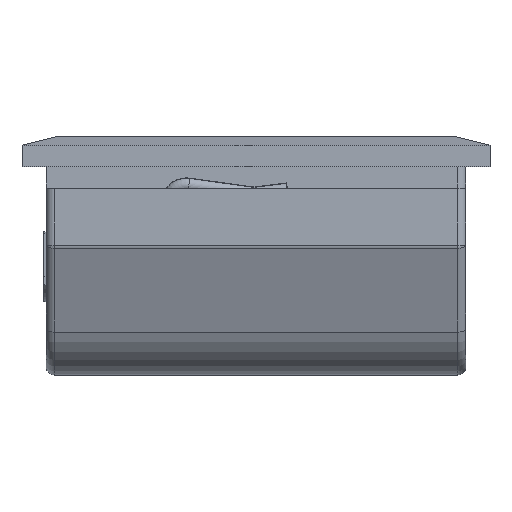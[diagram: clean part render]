
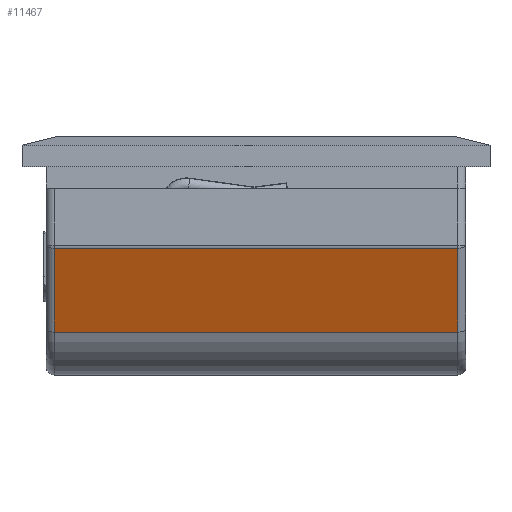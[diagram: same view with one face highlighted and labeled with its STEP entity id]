
A CAD part, left-side view. The second image highlights one B-rep face of the part: STEP entity #11467.
In plain terms, the highlighted planar face has unit normal (-0.935, 0, -0.355).
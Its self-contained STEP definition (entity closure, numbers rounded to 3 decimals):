
#146 = CARTESIAN_POINT ( 'NONE',  ( -22.817, -12.1, -6.686 ) ) ;
#312 = EDGE_CURVE ( 'NONE', #1484, #7566, #10448, .T. ) ;
#493 = ORIENTED_EDGE ( 'NONE', *, *, #3131, .T. ) ;
#518 = ORIENTED_EDGE ( 'NONE', *, *, #9261, .T. ) ;
#592 = ORIENTED_EDGE ( 'NONE', *, *, #312, .T. ) ;
#604 = ORIENTED_EDGE ( 'NONE', *, *, #2888, .T. ) ;
#1484 = VERTEX_POINT ( 'NONE', #146 ) ;
#1866 = AXIS2_PLACEMENT_3D ( 'NONE', #2181, #8730, #3160 ) ;
#2181 = CARTESIAN_POINT ( 'NONE',  ( -22.85, 127.901, -6.6 ) ) ;
#2829 = LINE ( 'NONE', #6056, #4817 ) ;
#2888 = EDGE_CURVE ( 'NONE', #5180, #1484, #5277, .T. ) ;
#3131 = EDGE_CURVE ( 'NONE', #3393, #5180, #4442, .T. ) ;
#3160 = DIRECTION ( 'NONE',  ( -0.355, 0., 0.935 ) ) ;
#3393 = VERTEX_POINT ( 'NONE', #7339 ) ;
#4419 = VECTOR ( 'NONE', #10136, 1000. ) ;
#4442 = LINE ( 'NONE', #10165, #4419 ) ;
#4817 = VECTOR ( 'NONE', #11227, 1000. ) ;
#5165 = VECTOR ( 'NONE', #6087, 1000. ) ;
#5180 = VERTEX_POINT ( 'NONE', #11067 ) ;
#5277 = LINE ( 'NONE', #6018, #5165 ) ;
#6018 = CARTESIAN_POINT ( 'NONE',  ( -22.85, -12.1, -6.6 ) ) ;
#6056 = CARTESIAN_POINT ( 'NONE',  ( -20.906, 12.1, -11.72 ) ) ;
#6087 = DIRECTION ( 'NONE',  ( -0.355, 0., 0.935 ) ) ;
#6987 = PLANE ( 'NONE',  #1866 ) ;
#7199 = FACE_OUTER_BOUND ( 'NONE', #10466, .T. ) ;
#7339 = CARTESIAN_POINT ( 'NONE',  ( -20.906, 12.1, -11.72 ) ) ;
#7566 = VERTEX_POINT ( 'NONE', #8045 ) ;
#8045 = CARTESIAN_POINT ( 'NONE',  ( -22.817, 12.1, -6.686 ) ) ;
#8370 = CARTESIAN_POINT ( 'NONE',  ( -22.817, 12.1, -6.686 ) ) ;
#8730 = DIRECTION ( 'NONE',  ( -0.935, 0., -0.355 ) ) ;
#9145 = DIRECTION ( 'NONE',  ( 0., 1., 0. ) ) ;
#9261 = EDGE_CURVE ( 'NONE', #7566, #3393, #2829, .T. ) ;
#10136 = DIRECTION ( 'NONE',  ( 0., -1., 0. ) ) ;
#10165 = CARTESIAN_POINT ( 'NONE',  ( -20.906, -12.6, -11.72 ) ) ;
#10409 = VECTOR ( 'NONE', #9145, 1000. ) ;
#10448 = LINE ( 'NONE', #8370, #10409 ) ;
#10466 = EDGE_LOOP ( 'NONE', ( #604, #592, #518, #493 ) ) ;
#11067 = CARTESIAN_POINT ( 'NONE',  ( -20.906, -12.1, -11.72 ) ) ;
#11227 = DIRECTION ( 'NONE',  ( 0.355, 0., -0.935 ) ) ;
#11467 = ADVANCED_FACE ( 'NONE', ( #7199 ), #6987, .T. ) ;
